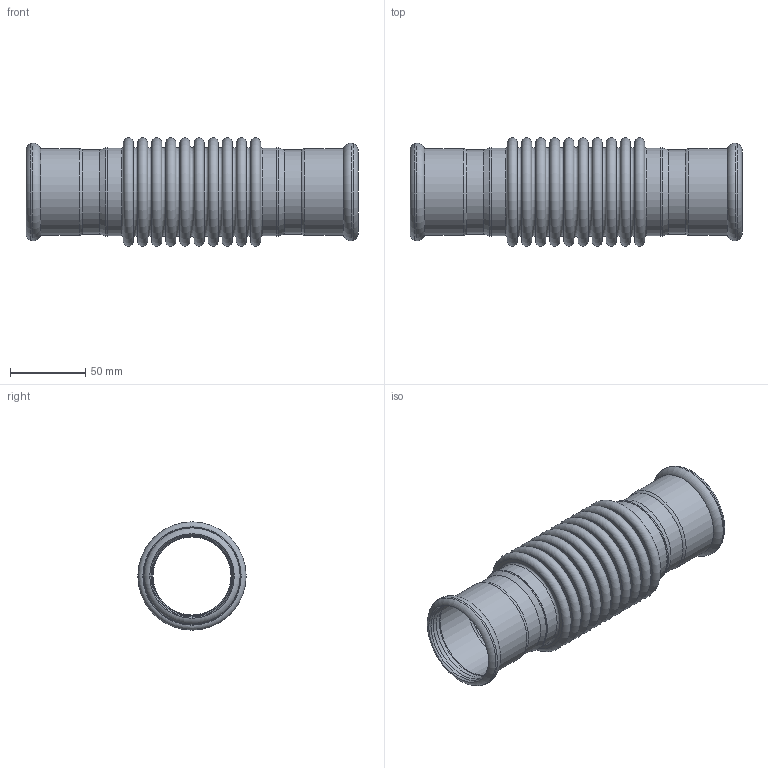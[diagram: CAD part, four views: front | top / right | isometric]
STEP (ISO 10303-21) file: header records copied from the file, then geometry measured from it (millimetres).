
FILE_DESCRIPTION(/* description */ ('Compensatore di Dilatazione DN54'),/* implementation_level */ '2;1');
FILE_NAME(/* name */ '199054000_Inoxpres.stp',/* time_stamp */ '2022-10-13T08:33:27+02:00',/* author */ ('Vault'),/* organization */ ('Raccorderie metalliche s.p.a. '),/* preprocessor_version */ 'ST-DEVELOPER v18.1',/* originating_system */ 'Autodesk Inventor 2020',/* authorisation */ 'Raccorderie metalliche s.p.a. ');
FILE_SCHEMA (('AUTOMOTIVE_DESIGN { 1 0 10303 214 3 1 1 }'));
Length unit declared in the file: millimetre
Products named in the file (1): 199054000_Inoxpres
Bounding box: 221 x 72.1 x 72.1 mm (x, y, z)
Volume: 121400.7 mm3; surface area: 122288.7 mm2
Topology: 1 solids, 1 shells, 126 faces, 348 edges, 264 vertices
Faces by surface type: torus 56, plane 42, cylinder 20, cone 8
Full cylindrical faces by diameter (mm): 52 x2, 53 x2, 54.5 x4, 54.7 x4, 56 x2, 57.5 x2, 58.5 x2, 59 x2
Entity records: 4425 total; most frequent: DIRECTION 922, CARTESIAN_POINT 739, ORIENTED_EDGE 696, AXIS2_PLACEMENT_3D 447, EDGE_CURVE 348, CIRCLE 320, VERTEX_POINT 264, EDGE_LOOP 168
